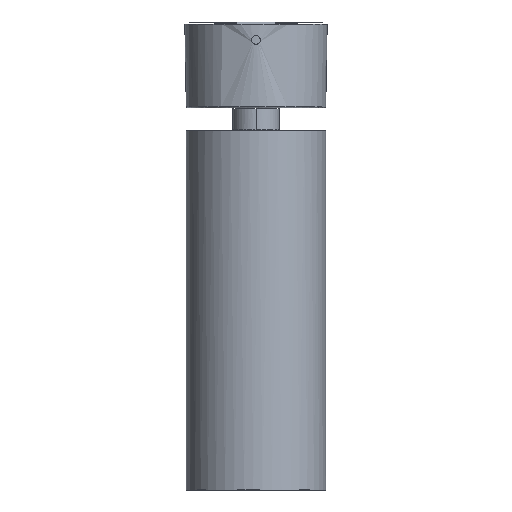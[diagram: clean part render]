
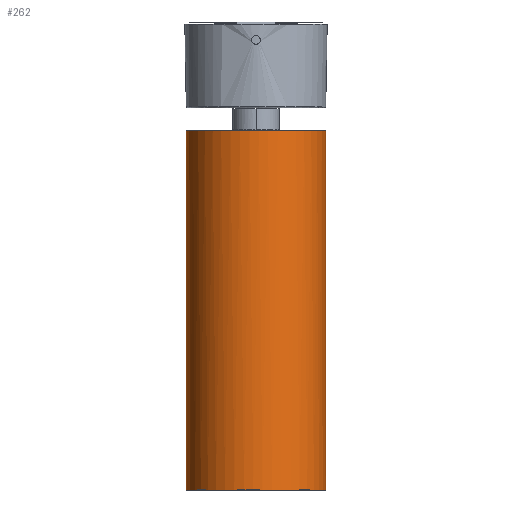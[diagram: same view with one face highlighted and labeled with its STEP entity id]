
A CAD part, front view. The second image highlights one B-rep face of the part: STEP entity #262.
In plain terms, the highlighted free-form (B-spline) face has degree [2, 1] with [5, 2] control points.
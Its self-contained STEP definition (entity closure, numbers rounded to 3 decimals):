
#262=ADVANCED_FACE('',(#308),#1219,.T.);
#308=FACE_OUTER_BOUND('',#354,.T.);
#354=EDGE_LOOP('',(#577,#578,#579,#580));
#577=ORIENTED_EDGE('',*,*,#777,.T.);
#578=ORIENTED_EDGE('',*,*,#785,.T.);
#579=ORIENTED_EDGE('',*,*,#779,.T.);
#580=ORIENTED_EDGE('',*,*,#786,.F.);
#777=EDGE_CURVE('',#1181,#1180,#884,.T.);
#779=EDGE_CURVE('',#1183,#1189,#886,.T.);
#785=EDGE_CURVE('',#1180,#1183,#993,.T.);
#786=EDGE_CURVE('',#1181,#1189,#994,.T.);
#884=(
BOUNDED_CURVE()
B_SPLINE_CURVE(2,(#2958,#2959,#2960,#2961,#2962),.UNSPECIFIED.,.F.,.F.)
B_SPLINE_CURVE_WITH_KNOTS((3,2,3),(62.832,94.248,125.664),
 .UNSPECIFIED.)
CURVE()
GEOMETRIC_REPRESENTATION_ITEM()
RATIONAL_B_SPLINE_CURVE((1.,0.707,1.,0.707,1.))
REPRESENTATION_ITEM('')
);
#886=(
BOUNDED_CURVE()
B_SPLINE_CURVE(2,(#2966,#2967,#2968,#2969,#2970),.UNSPECIFIED.,.F.,.F.)
B_SPLINE_CURVE_WITH_KNOTS((3,2,3),(23.082,54.498,85.914),
 .UNSPECIFIED.)
CURVE()
GEOMETRIC_REPRESENTATION_ITEM()
RATIONAL_B_SPLINE_CURVE((1.,0.707,1.,0.707,1.))
REPRESENTATION_ITEM('')
);
#993=B_SPLINE_CURVE_WITH_KNOTS('',1,(#3009,#3010),.UNSPECIFIED.,.F.,.F.,
(2,2),(10.91,113.91),.UNSPECIFIED.);
#994=B_SPLINE_CURVE_WITH_KNOTS('',1,(#3011,#3012),.UNSPECIFIED.,.F.,.F.,
(2,2),(10.91,113.91),.UNSPECIFIED.);
#1180=VERTEX_POINT('',#2943);
#1181=VERTEX_POINT('',#2944);
#1183=VERTEX_POINT('',#2946);
#1189=VERTEX_POINT('',#2952);
#1219=(
BOUNDED_SURFACE()
B_SPLINE_SURFACE(2,1,((#2933,#2934),(#2935,#2936),(#2937,#2938),(#2939,
#2940),(#2941,#2942)),.UNSPECIFIED.,.F.,.F.,.F.)
B_SPLINE_SURFACE_WITH_KNOTS((3,2,3),(2,2),(3.142,4.712,
6.283),(0.,124.819),.UNSPECIFIED.)
GEOMETRIC_REPRESENTATION_ITEM()
RATIONAL_B_SPLINE_SURFACE(((1.,1.),(0.707,0.707),
(1.,1.),(0.707,0.707),(1.,1.)))
REPRESENTATION_ITEM('')
SURFACE()
);
#2933=CARTESIAN_POINT('',(-19.995,-0.035,-132.314));
#2934=CARTESIAN_POINT('',(-19.995,-0.035,-7.494));
#2935=CARTESIAN_POINT('',(-19.995,-20.035,-132.314));
#2936=CARTESIAN_POINT('',(-19.995,-20.035,-7.494));
#2937=CARTESIAN_POINT('',(0.005,-20.035,-132.314));
#2938=CARTESIAN_POINT('',(0.005,-20.035,-7.494));
#2939=CARTESIAN_POINT('',(20.005,-20.035,-132.314));
#2940=CARTESIAN_POINT('',(20.005,-20.035,-7.494));
#2941=CARTESIAN_POINT('',(20.005,-0.035,-132.314));
#2942=CARTESIAN_POINT('',(20.005,-0.035,-7.494));
#2943=CARTESIAN_POINT('',(20.005,-0.035,-121.404));
#2944=CARTESIAN_POINT('',(-19.995,-0.035,-121.404));
#2946=CARTESIAN_POINT('',(20.005,-0.035,-18.404));
#2952=CARTESIAN_POINT('',(-19.995,-0.035,-18.404));
#2958=CARTESIAN_POINT('',(-19.995,-0.035,-121.404));
#2959=CARTESIAN_POINT('',(-19.995,-20.035,-121.404));
#2960=CARTESIAN_POINT('',(0.005,-20.035,-121.404));
#2961=CARTESIAN_POINT('',(20.005,-20.035,-121.404));
#2962=CARTESIAN_POINT('',(20.005,-0.035,-121.404));
#2966=CARTESIAN_POINT('',(20.005,-0.035,-18.404));
#2967=CARTESIAN_POINT('',(20.005,-20.035,-18.404));
#2968=CARTESIAN_POINT('',(0.005,-20.035,-18.404));
#2969=CARTESIAN_POINT('',(-19.995,-20.035,-18.404));
#2970=CARTESIAN_POINT('',(-19.995,-0.035,-18.404));
#3009=CARTESIAN_POINT('',(20.005,-0.035,-121.404));
#3010=CARTESIAN_POINT('',(20.005,-0.035,-18.404));
#3011=CARTESIAN_POINT('',(-19.995,-0.035,-121.404));
#3012=CARTESIAN_POINT('',(-19.995,-0.035,-18.404));
